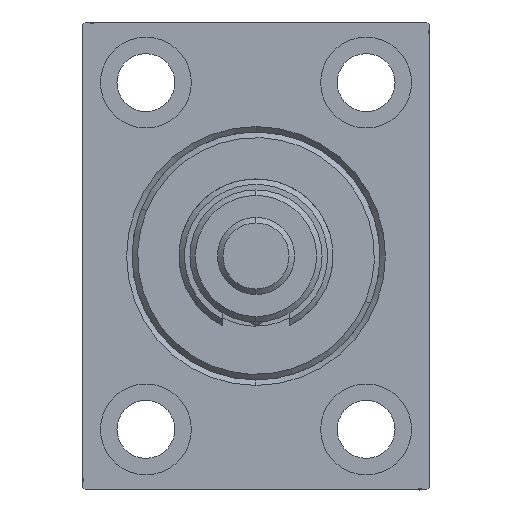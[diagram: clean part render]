
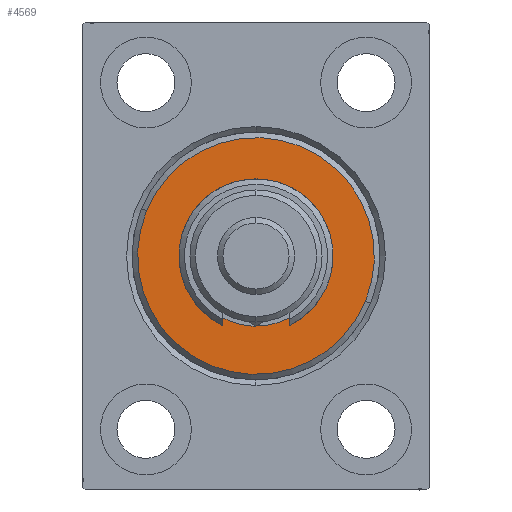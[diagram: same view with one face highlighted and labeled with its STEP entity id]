
A CAD part, left-side view. The second image highlights one B-rep face of the part: STEP entity #4569.
In plain terms, the highlighted face is planar.
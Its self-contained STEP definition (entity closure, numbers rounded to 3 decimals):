
#339 = CARTESIAN_POINT ( 'NONE',  ( 3., 0., -12.75 ) ) ;
#936 = ORIENTED_EDGE ( 'NONE', *, *, #3421, .T. ) ;
#1961 = CARTESIAN_POINT ( 'NONE',  ( 3., 0., 0. ) ) ;
#3421 = EDGE_CURVE ( 'NONE', #28249, #41264, #13778, .T. ) ;
#4569 = ADVANCED_FACE ( 'NONE', ( #19056, #33715 ), #11847, .T. ) ;
#4766 = DIRECTION ( 'NONE',  ( 0., 0., -1. ) ) ;
#10305 = VERTEX_POINT ( 'NONE', #339 ) ;
#11847 = PLANE ( 'NONE',  #24558 ) ;
#11969 = CARTESIAN_POINT ( 'NONE',  ( 3., 0., 0. ) ) ;
#13379 = ORIENTED_EDGE ( 'NONE', *, *, #19106, .T. ) ;
#13778 = CIRCLE ( 'NONE', #15280, 21.5 ) ;
#14003 = CARTESIAN_POINT ( 'NONE',  ( 3., 0., -21.5 ) ) ;
#14882 = CIRCLE ( 'NONE', #43261, 12.75 ) ;
#15280 = AXIS2_PLACEMENT_3D ( 'NONE', #26547, #41175, #27259 ) ;
#17642 = EDGE_CURVE ( 'NONE', #41264, #28249, #26344, .T. ) ;
#19056 = FACE_OUTER_BOUND ( 'NONE', #45951, .T. ) ;
#19106 = EDGE_CURVE ( 'NONE', #10305, #35234, #14882, .T. ) ;
#19296 = CARTESIAN_POINT ( 'NONE',  ( 3., 0., 12.75 ) ) ;
#19404 = DIRECTION ( 'NONE',  ( -1., 0., 0. ) ) ;
#21708 = CARTESIAN_POINT ( 'NONE',  ( 3., 0., 0. ) ) ;
#22476 = DIRECTION ( 'NONE',  ( -1., 0., 0. ) ) ;
#24274 = DIRECTION ( 'NONE',  ( 0., 0., -1. ) ) ;
#24558 = AXIS2_PLACEMENT_3D ( 'NONE', #21708, #36356, #38238 ) ;
#26344 = CIRCLE ( 'NONE', #32492, 21.5 ) ;
#26547 = CARTESIAN_POINT ( 'NONE',  ( 3., 0., 0. ) ) ;
#27259 = DIRECTION ( 'NONE',  ( 0., 0., -1. ) ) ;
#28249 = VERTEX_POINT ( 'NONE', #14003 ) ;
#30174 = CARTESIAN_POINT ( 'NONE',  ( 3., 0., 0. ) ) ;
#31137 = AXIS2_PLACEMENT_3D ( 'NONE', #11969, #19404, #4766 ) ;
#31249 = DIRECTION ( 'NONE',  ( 1., 0., 0. ) ) ;
#31507 = EDGE_LOOP ( 'NONE', ( #40204, #13379 ) ) ;
#32492 = AXIS2_PLACEMENT_3D ( 'NONE', #1961, #31249, #24274 ) ;
#33715 = FACE_BOUND ( 'NONE', #31507, .T. ) ;
#35234 = VERTEX_POINT ( 'NONE', #19296 ) ;
#36356 = DIRECTION ( 'NONE',  ( 1., 0., 0. ) ) ;
#38216 = EDGE_CURVE ( 'NONE', #35234, #10305, #44138, .T. ) ;
#38238 = DIRECTION ( 'NONE',  ( 0., 0., -1. ) ) ;
#40204 = ORIENTED_EDGE ( 'NONE', *, *, #38216, .T. ) ;
#40946 = DIRECTION ( 'NONE',  ( 0., 0., -1. ) ) ;
#41175 = DIRECTION ( 'NONE',  ( 1., 0., 0. ) ) ;
#41264 = VERTEX_POINT ( 'NONE', #44743 ) ;
#43261 = AXIS2_PLACEMENT_3D ( 'NONE', #30174, #22476, #40946 ) ;
#44138 = CIRCLE ( 'NONE', #31137, 12.75 ) ;
#44743 = CARTESIAN_POINT ( 'NONE',  ( 3., 0., 21.5 ) ) ;
#45951 = EDGE_LOOP ( 'NONE', ( #47312, #936 ) ) ;
#47312 = ORIENTED_EDGE ( 'NONE', *, *, #17642, .T. ) ;
